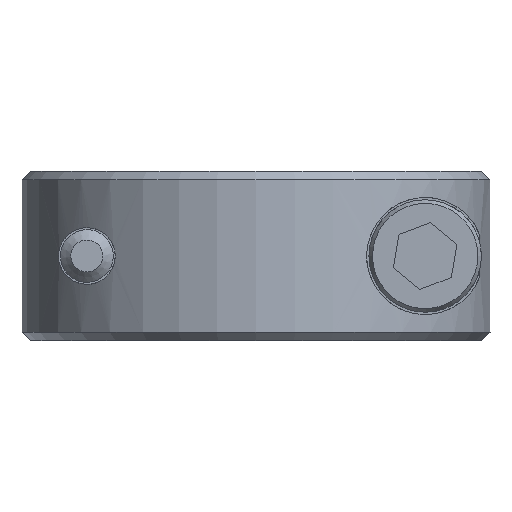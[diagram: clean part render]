
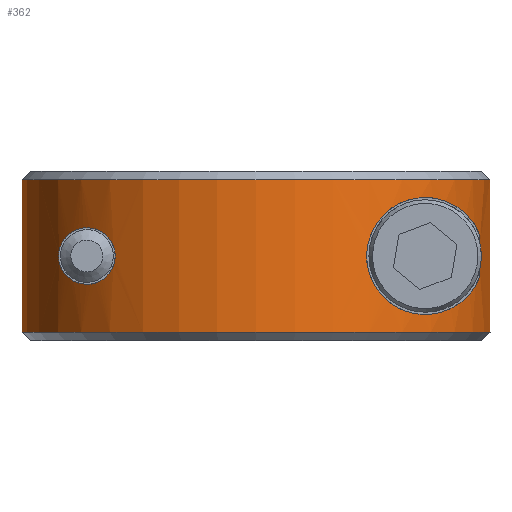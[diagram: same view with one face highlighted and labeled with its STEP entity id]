
A CAD part, front view. The second image highlights one B-rep face of the part: STEP entity #362.
In plain terms, the highlighted cylindrical face has radius 14.287 mm (diameter 28.575 mm), a partial arc.
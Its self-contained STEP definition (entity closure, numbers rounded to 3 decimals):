
#33=B_SPLINE_CURVE_WITH_KNOTS('',3,(#1666,#1667,#1668,#1669,#1670,#1671,
#1672,#1673,#1674,#1675,#1676,#1677,#1678,#1679,#1680,#1681,#1682,#1683,
#1684,#1685,#1686,#1687,#1688,#1689,#1690,#1691,#1692,#1693,#1694,#1695,
#1696,#1697,#1698,#1699,#1700,#1701,#1702,#1703,#1704,#1705,#1706,#1707,
#1708,#1709,#1710,#1711,#1712,#1713,#1714,#1715,#1716,#1717,#1718,#1719,
#1720,#1721,#1722,#1723,#1724,#1725,#1726),.UNSPECIFIED.,.T.,.F.,(1,3,3,
3,3,3,3,3,3,3,3,3,3,3,3,3,3,3,3,3,3,3,1),(-0.054,0.,0.044,
0.089,0.127,0.162,0.197,
0.236,0.302,0.382,0.465,
0.529,0.568,0.596,0.62,
0.644,0.675,0.724,0.806,
0.882,0.946,1.,1.044),.UNSPECIFIED.);
#56=B_SPLINE_CURVE_WITH_KNOTS('',3,(#1938,#1939,#1940,#1941,#1942,#1943,
#1944,#1945,#1946,#1947,#1948,#1949,#1950,#1951,#1952,#1953,#1954,#1955),
 .UNSPECIFIED.,.F.,.F.,(4,2,2,2,2,2,2,2,4),(0.,0.125,0.25,0.375,0.5,0.625,
0.75,0.875,1.),.UNSPECIFIED.);
#140=LINE('',#1749,#208);
#148=LINE('',#1932,#216);
#149=LINE('',#1933,#217);
#150=LINE('',#1936,#218);
#151=LINE('',#1957,#219);
#208=VECTOR('',#1383,1.);
#216=VECTOR('',#1437,1.);
#217=VECTOR('',#1438,1.);
#218=VECTOR('',#1439,1.);
#219=VECTOR('',#1440,1.);
#259=CYLINDRICAL_SURFACE('',#1252,14.288);
#300=FACE_BOUND('',#526,.T.);
#301=FACE_BOUND('',#527,.T.);
#302=FACE_BOUND('',#528,.T.);
#362=ADVANCED_FACE('',(#300,#301,#302),#259,.T.);
#526=EDGE_LOOP('',(#703));
#527=EDGE_LOOP('',(#704,#705,#706,#707));
#528=EDGE_LOOP('',(#708,#709,#710,#711));
#703=ORIENTED_EDGE('',*,*,#1035,.T.);
#704=ORIENTED_EDGE('',*,*,#1067,.F.);
#705=ORIENTED_EDGE('',*,*,#1078,.T.);
#706=ORIENTED_EDGE('',*,*,#1076,.F.);
#707=ORIENTED_EDGE('',*,*,#1041,.F.);
#708=ORIENTED_EDGE('',*,*,#1079,.T.);
#709=ORIENTED_EDGE('',*,*,#1080,.T.);
#710=ORIENTED_EDGE('',*,*,#1081,.F.);
#711=ORIENTED_EDGE('',*,*,#1082,.T.);
#917=VERTEX_POINT('',#1727);
#923=VERTEX_POINT('',#1748);
#924=VERTEX_POINT('',#1750);
#943=VERTEX_POINT('',#1875);
#947=VERTEX_POINT('',#1926);
#948=VERTEX_POINT('',#1934);
#949=VERTEX_POINT('',#1935);
#950=VERTEX_POINT('',#1937);
#951=VERTEX_POINT('',#1956);
#1035=EDGE_CURVE('',#917,#917,#33,.T.);
#1041=EDGE_CURVE('',#923,#924,#140,.T.);
#1067=EDGE_CURVE('',#943,#923,#1178,.T.);
#1076=EDGE_CURVE('',#924,#947,#1182,.T.);
#1078=EDGE_CURVE('',#943,#947,#148,.T.);
#1079=EDGE_CURVE('',#948,#949,#149,.T.);
#1080=EDGE_CURVE('',#949,#950,#150,.T.);
#1081=EDGE_CURVE('',#951,#950,#56,.T.);
#1082=EDGE_CURVE('',#951,#948,#151,.T.);
#1178=CIRCLE('',#1240,14.288);
#1182=CIRCLE('',#1250,14.288);
#1240=AXIS2_PLACEMENT_3D('',#1876,#1411,#1412);
#1250=AXIS2_PLACEMENT_3D('',#1925,#1433,#1434);
#1252=AXIS2_PLACEMENT_3D('',#1958,#1441,#1442);
#1383=DIRECTION('',(0.,0.,1.));
#1411=DIRECTION('',(0.,0.,-1.));
#1412=DIRECTION('',(0.998,-0.056,0.));
#1433=DIRECTION('',(0.,0.,1.));
#1434=DIRECTION('',(-0.998,-0.056,0.));
#1437=DIRECTION('',(0.,0.,1.));
#1438=DIRECTION('',(0.,0.,-1.));
#1439=DIRECTION('',(0.,0.,-1.));
#1440=DIRECTION('',(0.,0.,-1.));
#1441=DIRECTION('',(0.,0.,-1.));
#1442=DIRECTION('',(1.,0.,0.));
#1666=CARTESIAN_POINT('',(-9.2,-10.931,1.321));
#1667=CARTESIAN_POINT('',(-9.072,-11.039,1.214));
#1668=CARTESIAN_POINT('',(-8.952,-11.136,1.08));
#1669=CARTESIAN_POINT('',(-8.854,-11.213,0.925));
#1670=CARTESIAN_POINT('',(-8.755,-11.291,0.77));
#1671=CARTESIAN_POINT('',(-8.676,-11.352,0.587));
#1672=CARTESIAN_POINT('',(-8.631,-11.386,0.395));
#1673=CARTESIAN_POINT('',(-8.592,-11.415,0.229));
#1674=CARTESIAN_POINT('',(-8.577,-11.426,0.051));
#1675=CARTESIAN_POINT('',(-8.589,-11.417,-0.121));
#1676=CARTESIAN_POINT('',(-8.6,-11.409,-0.276));
#1677=CARTESIAN_POINT('',(-8.633,-11.385,-0.431));
#1678=CARTESIAN_POINT('',(-8.683,-11.346,-0.574));
#1679=CARTESIAN_POINT('',(-8.734,-11.307,-0.719));
#1680=CARTESIAN_POINT('',(-8.805,-11.253,-0.855));
#1681=CARTESIAN_POINT('',(-8.887,-11.187,-0.975));
#1682=CARTESIAN_POINT('',(-8.979,-11.114,-1.109));
#1683=CARTESIAN_POINT('',(-9.087,-11.026,-1.226));
#1684=CARTESIAN_POINT('',(-9.202,-10.93,-1.323));
#1685=CARTESIAN_POINT('',(-9.39,-10.771,-1.481));
#1686=CARTESIAN_POINT('',(-9.602,-10.584,-1.589));
#1687=CARTESIAN_POINT('',(-9.81,-10.387,-1.653));
#1688=CARTESIAN_POINT('',(-10.067,-10.144,-1.731));
#1689=CARTESIAN_POINT('',(-10.328,-9.879,-1.744));
#1690=CARTESIAN_POINT('',(-10.571,-9.612,-1.708));
#1691=CARTESIAN_POINT('',(-10.819,-9.339,-1.67));
#1692=CARTESIAN_POINT('',(-11.056,-9.056,-1.579));
#1693=CARTESIAN_POINT('',(-11.267,-8.785,-1.439));
#1694=CARTESIAN_POINT('',(-11.432,-8.574,-1.33));
#1695=CARTESIAN_POINT('',(-11.585,-8.365,-1.189));
#1696=CARTESIAN_POINT('',(-11.715,-8.179,-1.009));
#1697=CARTESIAN_POINT('',(-11.792,-8.068,-0.9));
#1698=CARTESIAN_POINT('',(-11.863,-7.963,-0.776));
#1699=CARTESIAN_POINT('',(-11.919,-7.879,-0.635));
#1700=CARTESIAN_POINT('',(-11.96,-7.816,-0.53));
#1701=CARTESIAN_POINT('',(-11.994,-7.764,-0.413));
#1702=CARTESIAN_POINT('',(-12.015,-7.731,-0.289));
#1703=CARTESIAN_POINT('',(-12.033,-7.704,-0.187));
#1704=CARTESIAN_POINT('',(-12.041,-7.69,-0.078));
#1705=CARTESIAN_POINT('',(-12.039,-7.693,0.029));
#1706=CARTESIAN_POINT('',(-12.038,-7.696,0.136));
#1707=CARTESIAN_POINT('',(-12.025,-7.715,0.244));
#1708=CARTESIAN_POINT('',(-12.005,-7.747,0.345));
#1709=CARTESIAN_POINT('',(-11.978,-7.789,0.477));
#1710=CARTESIAN_POINT('',(-11.937,-7.852,0.6));
#1711=CARTESIAN_POINT('',(-11.887,-7.926,0.709));
#1712=CARTESIAN_POINT('',(-11.81,-8.043,0.881));
#1713=CARTESIAN_POINT('',(-11.711,-8.187,1.027));
#1714=CARTESIAN_POINT('',(-11.603,-8.337,1.148));
#1715=CARTESIAN_POINT('',(-11.424,-8.586,1.349));
#1716=CARTESIAN_POINT('',(-11.214,-8.86,1.493));
#1717=CARTESIAN_POINT('',(-10.989,-9.131,1.589));
#1718=CARTESIAN_POINT('',(-10.778,-9.385,1.679));
#1719=CARTESIAN_POINT('',(-10.549,-9.642,1.727));
#1720=CARTESIAN_POINT('',(-10.312,-9.889,1.727));
#1721=CARTESIAN_POINT('',(-10.111,-10.098,1.727));
#1722=CARTESIAN_POINT('',(-9.901,-10.304,1.692));
#1723=CARTESIAN_POINT('',(-9.696,-10.494,1.613));
#1724=CARTESIAN_POINT('',(-9.525,-10.651,1.548));
#1725=CARTESIAN_POINT('',(-9.355,-10.801,1.452));
#1726=CARTESIAN_POINT('',(-9.2,-10.931,1.321));
#1727=CARTESIAN_POINT('',(-9.2,-10.931,1.321));
#1748=CARTESIAN_POINT('',(-14.265,-0.794,-4.648));
#1749=CARTESIAN_POINT('',(-14.265,-0.794,-4.648));
#1750=CARTESIAN_POINT('',(-14.265,-0.794,4.648));
#1875=CARTESIAN_POINT('',(14.265,-0.794,-4.648));
#1876=CARTESIAN_POINT('',(0.,0.,-4.648));
#1925=CARTESIAN_POINT('',(0.,0.,4.648));
#1926=CARTESIAN_POINT('',(14.265,-0.794,4.648));
#1932=CARTESIAN_POINT('',(14.265,-0.794,-4.648));
#1933=CARTESIAN_POINT('',(13.649,-4.223,0.79));
#1934=CARTESIAN_POINT('',(13.649,-4.223,0.79));
#1935=CARTESIAN_POINT('',(13.649,-4.223,-0.79));
#1936=CARTESIAN_POINT('',(13.649,-4.223,-0.79));
#1937=CARTESIAN_POINT('',(13.649,-4.223,-1.274));
#1938=CARTESIAN_POINT('',(13.649,-4.223,1.274));
#1939=CARTESIAN_POINT('',(13.383,-5.082,1.971));
#1940=CARTESIAN_POINT('',(12.992,-6.036,2.448));
#1941=CARTESIAN_POINT('',(11.966,-7.878,3.231));
#1942=CARTESIAN_POINT('',(11.328,-8.78,3.508));
#1943=CARTESIAN_POINT('',(9.806,-10.453,3.617));
#1944=CARTESIAN_POINT('',(8.913,-11.208,3.433));
#1945=CARTESIAN_POINT('',(7.34,-12.295,2.217));
#1946=CARTESIAN_POINT('',(6.745,-12.595,1.14));
#1947=CARTESIAN_POINT('',(6.736,-12.6,-1.113));
#1948=CARTESIAN_POINT('',(7.332,-12.3,-2.205));
#1949=CARTESIAN_POINT('',(8.898,-11.219,-3.427));
#1950=CARTESIAN_POINT('',(9.807,-10.452,-3.617));
#1951=CARTESIAN_POINT('',(11.325,-8.783,-3.509));
#1952=CARTESIAN_POINT('',(11.969,-7.873,-3.229));
#1953=CARTESIAN_POINT('',(12.991,-6.039,-2.449));
#1954=CARTESIAN_POINT('',(13.384,-5.08,-1.969));
#1955=CARTESIAN_POINT('',(13.649,-4.223,-1.274));
#1956=CARTESIAN_POINT('',(13.649,-4.223,1.274));
#1957=CARTESIAN_POINT('',(13.649,-4.223,1.274));
#1958=CARTESIAN_POINT('',(0.,0.,-4.648));
